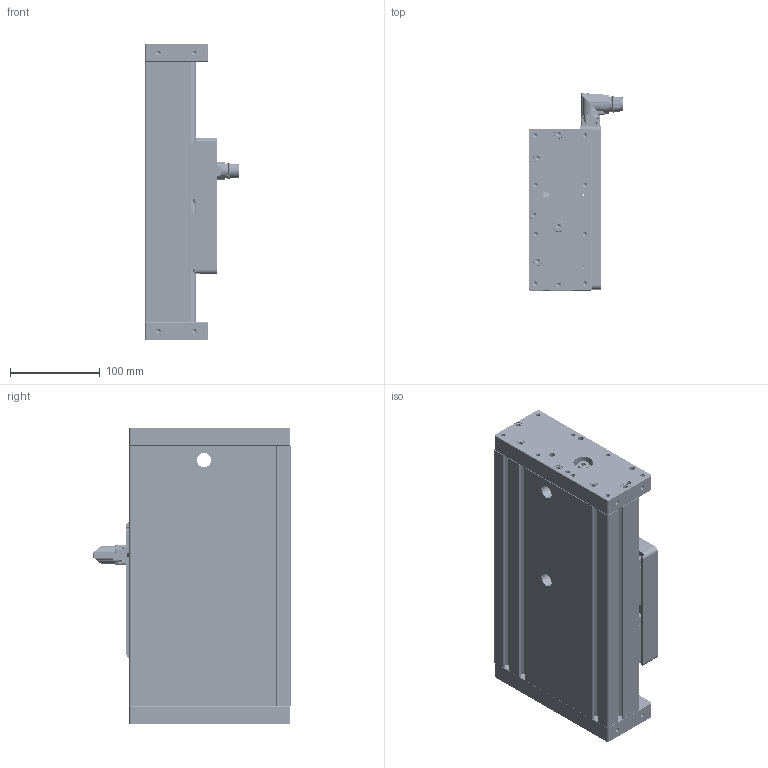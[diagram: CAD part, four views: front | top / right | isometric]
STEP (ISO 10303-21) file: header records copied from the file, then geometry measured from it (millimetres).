
FILE_DESCRIPTION (( 'STEP AP214' ), '1' );
FILE_NAME ('0186-1410_250508_EM01-37-330_135_1CE37Sx120F-HP-BE02-MD01-R.STEP', '2025-05-08T11:13:48', ( '' ), ( '' ), 'SwSTEP 2.0', 'SolidWorks 2024', '' );
FILE_SCHEMA (( 'AUTOMOTIVE_DESIGN' ));
Length unit declared in the file: millimetre
Products named in the file (31): 0150-4759_E01-37S!FWKFix-HD_POS1; 0230-0497_Zyl.-schr._i-6kt_M4x12_12.9_schwarz; 0186-0332_0_PS01-37Sx120F-HP-N; 0186-1410_250508_EM01-37-330_135_1CE37Sx120F-HP-BE02-MD01-R; 0160-0806_Kugelscheibe_M8 x17x 8.4_Stahl; Stecker_MiniFit_4p; 0160-0650_Lins.-Schr_I-6rd_M2.5x6_INOX; 0150-2189_Hammermutter N8!M4; 0186-0801_PL01-20x305!260-HP-PF_PL01-20x305!260-HP-PF; 0230-0205_zyl.-schr._i-6kt_M5x45_8.8_v-b (2); Stecker_picospox_5_f-litze_Standard F; Kabel_litze E01-37S_Rechts; 0230-0320_Zyl.-Schr_I-6kt_n-K_M8x25_8.8_v-b; 0160-4603_LR01-15x288_LR01-15x288; 0230-0231_Zyl.-Stift_5x20_STAHL-GH; 0230-1151_O-Ring 19.00x3.5_NBR70_schwarz; E01-kabel; 0186-1742_EM01-37-330; 0180-3476_EM01k-37S-AV; 0150-3128_MC01-Rw!m_KOPF; 0230-0041_zyl.-schr._i-6kt_M4x16_8.8_v-b; Litze37SFront; 0150-2982_K05-R!N-0.28-FWK_POS1; 0186-1475_CE37Sx120F-HP-BE02-MD01-R; 112739-7; 0180-2365_E01k-37S-APFix-W; 0230-0037_Zyl.-Schr._i-6kt_M6x30_8.8_v-b; 0160-0069_ES01k-37Sx290_ES01k-37Sx290; MC01-Rw!m_fuss_Fuss; 0180-3475_EM01k-37S-AH; 0230-0433_LLTHC 15 U-T0 P5
Assembly tree (84 placements, depth 6):
  0186-1410_250508_EM01-37-330_135_1CE37Sx120F-HP-BE02-MD01-R
    0186-1742_EM01-37-330
      0160-0069_ES01k-37Sx290_ES01k-37Sx290
      0180-3476_EM01k-37S-AV
      0180-3475_EM01k-37S-AH
      0230-0037_Zyl.-Schr._i-6kt_M6x30_8.8_v-b  x10
      0230-0320_Zyl.-Schr_I-6kt_n-K_M8x25_8.8_v-b
      0160-0806_Kugelscheibe_M8 x17x 8.4_Stahl  x2
      0230-0231_Zyl.-Stift_5x20_STAHL-GH  x4
      0160-4603_LR01-15x288_LR01-15x288  x2
      0186-0801_PL01-20x305!260-HP-PF_PL01-20x305!260-HP-PF
      0230-0041_zyl.-schr._i-6kt_M4x16_8.8_v-b  x10
      0150-2189_Hammermutter N8!M4  x10
      0230-1151_O-Ring 19.00x3.5_NBR70_schwarz
    0186-1475_CE37Sx120F-HP-BE02-MD01-R
      0150-4759_E01-37S!FWKFix-HD_POS1
        0180-2365_E01k-37S-APFix-W
        0230-0433_LLTHC 15 U-T0 P5  x4
        0150-2982_K05-R!N-0.28-FWK_POS1
          0160-0650_Lins.-Schr_I-6rd_M2.5x6_INOX  x4
          E01-kabel
          Kabel_litze E01-37S_Rechts
            Litze37SFront
            Stecker_MiniFit_4p
            Stecker_picospox_5_f-litze_Standard F
          0150-3128_MC01-Rw!m_KOPF
            112739-7
            MC01-Rw!m_fuss_Fuss
        0230-0205_zyl.-schr._i-6kt_M5x45_8.8_v-b (2)  x2
        0230-0497_Zyl.-schr._i-6kt_M4x12_12.9_schwarz  x16
      0186-0332_0_PS01-37Sx120F-HP-N
Bounding box: 105.28 x 219.85 x 330 mm (x, y, z)
Volume: 2675068.6 mm3; surface area: 671118.8 mm2
Topology: 98 solids, 101 shells, 8569 faces, 20827 edges, 12658 vertices
Faces by surface type: plane 3269, cone 2049, cylinder 1945, bspline 1171, torus 132, sphere 3
Full cylindrical faces by diameter (mm): 0.5 x5, 0.6 x5, 1 x4, 1.1 x5, 2.05 x6, 2.1 x4, 2.4 x2, 2.5 x44, 2.7 x8, 3.2 x3, 3.3 x26, 4 x460, 4.2 x3, 4.3 x24, 4.5 x10, 4.8 x1, 5 x152, 5.4 x3, 5.5 x4, 6 x281, 6.4 x11, 6.6 x6, 6.8 x2, 7 x27, 7.5 x10, 8 x42, 8.4 x2, 8.5 x2, 9 x5, 9.5 x1
Entity records: 188810 total; most frequent: CARTESIAN_POINT 75276, ORIENTED_EDGE 22622, DIRECTION 18286, EDGE_CURVE 11311, VERTEX_POINT 7675, VECTOR 6352, LINE 6352, EDGE_LOOP 6018
